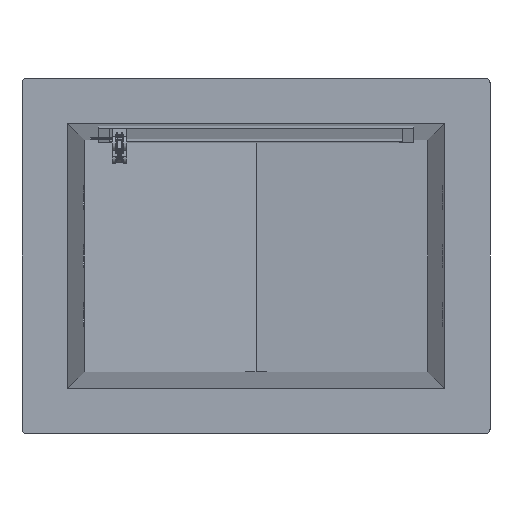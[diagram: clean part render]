
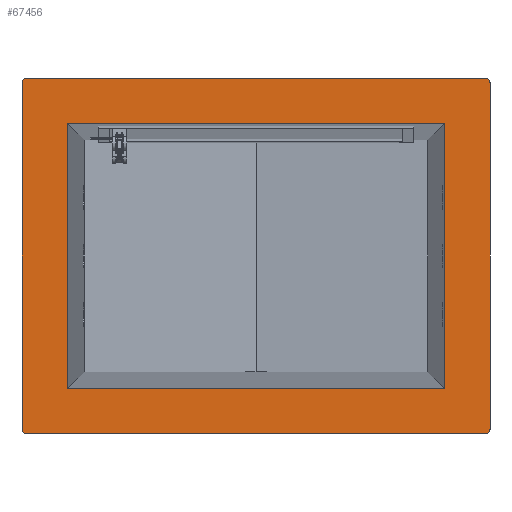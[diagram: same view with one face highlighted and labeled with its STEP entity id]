
A CAD part, front view. The second image highlights one B-rep face of the part: STEP entity #67456.
In plain terms, the highlighted planar face has unit normal (0, -1, 0).
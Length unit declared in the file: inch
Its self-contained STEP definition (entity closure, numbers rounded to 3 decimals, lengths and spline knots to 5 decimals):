
#1173 = ORIENTED_EDGE ( 'NONE', *, *, #79564, .F. ) ;
#2743 = VERTEX_POINT ( 'NONE', #116642 ) ;
#3351 = FACE_BOUND ( 'NONE', #55141, .T. ) ;
#3534 = EDGE_CURVE ( 'NONE', #2743, #69269, #28880, .T. ) ;
#4224 = DIRECTION ( 'NONE',  ( 0., 0., 1. ) ) ;
#5828 = CARTESIAN_POINT ( 'NONE',  ( -4.66147, 5.88394, 54.26009 ) ) ;
#6695 = CARTESIAN_POINT ( 'NONE',  ( -4.66147, 5.88394, 30.76106 ) ) ;
#8292 = EDGE_CURVE ( 'NONE', #115308, #22294, #131350, .T. ) ;
#12261 = VECTOR ( 'NONE', #14717, 39.37008 ) ;
#13795 = EDGE_LOOP ( 'NONE', ( #66777, #72467, #73626, #76152, #80040, #48810, #108264, #67750 ) ) ;
#14717 = DIRECTION ( 'NONE',  ( 0., 0., -1. ) ) ;
#15331 = CARTESIAN_POINT ( 'NONE',  ( 4.33798, 5.88394, 58.26058 ) ) ;
#16685 = DIRECTION ( 'NONE',  ( 0., -1., 0. ) ) ;
#17688 = EDGE_CURVE ( 'NONE', #99135, #57593, #69070, .T. ) ;
#17721 = CARTESIAN_POINT ( 'NONE',  ( -8.66202, 5.88394, 27.15428 ) ) ;
#17808 = FACE_OUTER_BOUND ( 'NONE', #13795, .T. ) ;
#18143 = DIRECTION ( 'NONE',  ( 1., 0., 0. ) ) ;
#19571 = CARTESIAN_POINT ( 'NONE',  ( 32.83798, 5.88394, 57.86688 ) ) ;
#22294 = VERTEX_POINT ( 'NONE', #49156 ) ;
#22321 = VERTEX_POINT ( 'NONE', #19571 ) ;
#22355 = LINE ( 'NONE', #63325, #44999 ) ;
#23014 = DIRECTION ( 'NONE',  ( 0., 0., -1. ) ) ;
#25386 = VECTOR ( 'NONE', #87825, 39.37008 ) ;
#28681 = VECTOR ( 'NONE', #18143, 39.37008 ) ;
#28880 = LINE ( 'NONE', #69234, #28681 ) ;
#32115 = VERTEX_POINT ( 'NONE', #53568 ) ;
#32266 = DIRECTION ( 'NONE',  ( 0., -1., 0. ) ) ;
#33486 = LINE ( 'NONE', #15331, #91858 ) ;
#37661 = EDGE_CURVE ( 'NONE', #44249, #32115, #101294, .T. ) ;
#39946 = CARTESIAN_POINT ( 'NONE',  ( -8.26832, 5.88394, 58.26058 ) ) ;
#40366 = CARTESIAN_POINT ( 'NONE',  ( 32.44428, 5.88394, 26.76058 ) ) ;
#41048 = CARTESIAN_POINT ( 'NONE',  ( 32.83798, 5.88394, 58.26058 ) ) ;
#41649 = LINE ( 'NONE', #42301, #85429 ) ;
#41667 = EDGE_CURVE ( 'NONE', #100723, #2743, #77145, .T. ) ;
#41824 = CARTESIAN_POINT ( 'NONE',  ( 32.44428, 5.88394, 58.26058 ) ) ;
#42301 = CARTESIAN_POINT ( 'NONE',  ( 1.83798, 5.88394, 26.76058 ) ) ;
#42513 = EDGE_CURVE ( 'NONE', #63444, #100723, #46971, .T. ) ;
#43007 = LINE ( 'NONE', #41048, #112907 ) ;
#43679 = CARTESIAN_POINT ( 'NONE',  ( 32.44428, 5.88394, 27.15428 ) ) ;
#43696 = CARTESIAN_POINT ( 'NONE',  ( 28.83743, 5.88394, 54.26009 ) ) ;
#44249 = VERTEX_POINT ( 'NONE', #40366 ) ;
#44685 = CARTESIAN_POINT ( 'NONE',  ( 28.83743, 5.88394, 30.76106 ) ) ;
#44738 = ORIENTED_EDGE ( 'NONE', *, *, #42513, .F. ) ;
#44999 = VECTOR ( 'NONE', #23014, 39.37008 ) ;
#46971 = LINE ( 'NONE', #67138, #25386 ) ;
#48810 = ORIENTED_EDGE ( 'NONE', *, *, #102153, .T. ) ;
#49156 = CARTESIAN_POINT ( 'NONE',  ( -8.26832, 5.88394, 26.76058 ) ) ;
#49357 = DIRECTION ( 'NONE',  ( 0., 0., 1. ) ) ;
#53568 = CARTESIAN_POINT ( 'NONE',  ( 32.83798, 5.88394, 27.15428 ) ) ;
#54525 = CARTESIAN_POINT ( 'NONE',  ( 32.44428, 5.88394, 57.86688 ) ) ;
#55141 = EDGE_LOOP ( 'NONE', ( #1173, #98600, #108302, #44738 ) ) ;
#56660 = CIRCLE ( 'NONE', #105734, 0.3937 ) ;
#56755 = CARTESIAN_POINT ( 'NONE',  ( -8.66202, 5.88394, 57.86688 ) ) ;
#57593 = VERTEX_POINT ( 'NONE', #56755 ) ;
#57664 = DIRECTION ( 'NONE',  ( 0., 0., 1. ) ) ;
#59672 = CARTESIAN_POINT ( 'NONE',  ( -8.26832, 5.88394, 27.15428 ) ) ;
#60139 = DIRECTION ( 'NONE',  ( 0., 1., 0. ) ) ;
#60835 = AXIS2_PLACEMENT_3D ( 'NONE', #43679, #32266, #83900 ) ;
#60931 = VERTEX_POINT ( 'NONE', #41824 ) ;
#62512 = CARTESIAN_POINT ( 'NONE',  ( -8.26832, 5.88394, 57.86688 ) ) ;
#63325 = CARTESIAN_POINT ( 'NONE',  ( -8.66202, 5.88394, 26.76058 ) ) ;
#63444 = VERTEX_POINT ( 'NONE', #103103 ) ;
#64499 = DIRECTION ( 'NONE',  ( 0., 0., 1. ) ) ;
#66777 = ORIENTED_EDGE ( 'NONE', *, *, #115474, .T. ) ;
#67138 = CARTESIAN_POINT ( 'NONE',  ( -4.66147, 5.88394, 54.26009 ) ) ;
#67456 = ADVANCED_FACE ( 'NONE', ( #17808, #3351 ), #115838, .F. ) ;
#67750 = ORIENTED_EDGE ( 'NONE', *, *, #17688, .T. ) ;
#69070 = CIRCLE ( 'NONE', #120259, 0.3937 ) ;
#69234 = CARTESIAN_POINT ( 'NONE',  ( 28.83743, 5.88394, 30.76106 ) ) ;
#69269 = VERTEX_POINT ( 'NONE', #44685 ) ;
#71164 = DIRECTION ( 'NONE',  ( 1., 0., 0. ) ) ;
#72467 = ORIENTED_EDGE ( 'NONE', *, *, #8292, .T. ) ;
#73626 = ORIENTED_EDGE ( 'NONE', *, *, #91205, .T. ) ;
#73814 = DIRECTION ( 'NONE',  ( -1., 0., 0. ) ) ;
#75896 = LINE ( 'NONE', #43696, #80995 ) ;
#76152 = ORIENTED_EDGE ( 'NONE', *, *, #37661, .T. ) ;
#77102 = AXIS2_PLACEMENT_3D ( 'NONE', #80202, #60139, #49357 ) ;
#77145 = LINE ( 'NONE', #6695, #12261 ) ;
#78089 = AXIS2_PLACEMENT_3D ( 'NONE', #59672, #16685, #57664 ) ;
#79564 = EDGE_CURVE ( 'NONE', #69269, #63444, #75896, .T. ) ;
#80040 = ORIENTED_EDGE ( 'NONE', *, *, #127253, .T. ) ;
#80202 = CARTESIAN_POINT ( 'NONE',  ( -5.91202, 5.88394, 55.51058 ) ) ;
#80995 = VECTOR ( 'NONE', #64499, 39.37008 ) ;
#83900 = DIRECTION ( 'NONE',  ( 0., 0., 1. ) ) ;
#85429 = VECTOR ( 'NONE', #71164, 39.37008 ) ;
#87825 = DIRECTION ( 'NONE',  ( -1., 0., 0. ) ) ;
#91205 = EDGE_CURVE ( 'NONE', #22294, #44249, #41649, .T. ) ;
#91858 = VECTOR ( 'NONE', #73814, 39.37008 ) ;
#92557 = DIRECTION ( 'NONE',  ( 0., 0., 1. ) ) ;
#95983 = EDGE_CURVE ( 'NONE', #60931, #99135, #33486, .T. ) ;
#98600 = ORIENTED_EDGE ( 'NONE', *, *, #3534, .F. ) ;
#99135 = VERTEX_POINT ( 'NONE', #39946 ) ;
#100723 = VERTEX_POINT ( 'NONE', #5828 ) ;
#101294 = CIRCLE ( 'NONE', #60835, 0.3937 ) ;
#102153 = EDGE_CURVE ( 'NONE', #22321, #60931, #56660, .T. ) ;
#103103 = CARTESIAN_POINT ( 'NONE',  ( 28.83743, 5.88394, 54.26009 ) ) ;
#103190 = DIRECTION ( 'NONE',  ( 0., -1., 0. ) ) ;
#104461 = DIRECTION ( 'NONE',  ( 0., 0., 1. ) ) ;
#105734 = AXIS2_PLACEMENT_3D ( 'NONE', #54525, #116051, #4224 ) ;
#108264 = ORIENTED_EDGE ( 'NONE', *, *, #95983, .T. ) ;
#108302 = ORIENTED_EDGE ( 'NONE', *, *, #41667, .F. ) ;
#112907 = VECTOR ( 'NONE', #104461, 39.37008 ) ;
#115308 = VERTEX_POINT ( 'NONE', #17721 ) ;
#115474 = EDGE_CURVE ( 'NONE', #57593, #115308, #22355, .T. ) ;
#115838 = PLANE ( 'NONE',  #77102 ) ;
#116051 = DIRECTION ( 'NONE',  ( 0., -1., 0. ) ) ;
#116642 = CARTESIAN_POINT ( 'NONE',  ( -4.66147, 5.88394, 30.76106 ) ) ;
#120259 = AXIS2_PLACEMENT_3D ( 'NONE', #62512, #103190, #92557 ) ;
#127253 = EDGE_CURVE ( 'NONE', #32115, #22321, #43007, .T. ) ;
#131350 = CIRCLE ( 'NONE', #78089, 0.3937 ) ;
